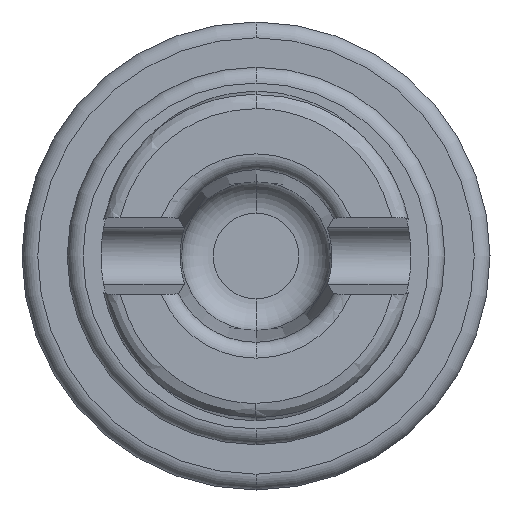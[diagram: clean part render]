
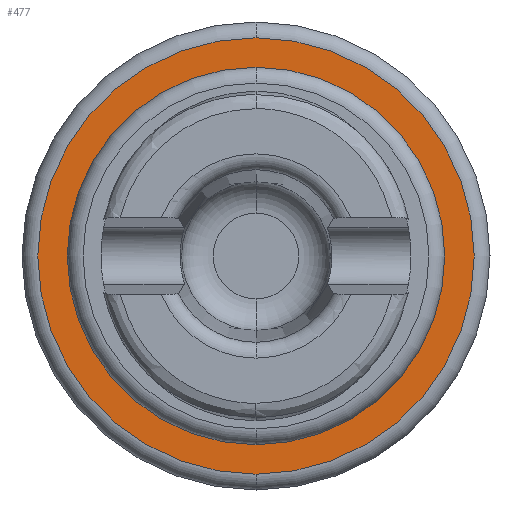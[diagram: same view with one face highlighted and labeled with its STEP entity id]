
A CAD part, front view. The second image highlights one B-rep face of the part: STEP entity #477.
In plain terms, the highlighted planar face has unit normal (0, -1, 0).
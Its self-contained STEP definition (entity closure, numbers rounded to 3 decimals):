
#95 = EDGE_LOOP ( 'NONE', ( #1167, #846 ) ) ;
#138 = VERTEX_POINT ( 'NONE', #914 ) ;
#140 = CARTESIAN_POINT ( 'NONE',  ( 6.768, 13.553, 21.211 ) ) ;
#218 = CIRCLE ( 'NONE', #2838, 2.985 ) ;
#301 = EDGE_CURVE ( 'NONE', #1979, #1976, #218, .T. ) ;
#306 = PLANE ( 'NONE',  #2729 ) ;
#328 = CARTESIAN_POINT ( 'NONE',  ( 6.768, 13.553, 21.211 ) ) ;
#363 = DIRECTION ( 'NONE',  ( 0., 1., 0. ) ) ;
#367 = FACE_BOUND ( 'NONE', #1345, .T. ) ;
#477 = ADVANCED_FACE ( 'NONE', ( #367, #1420 ), #306, .T. ) ;
#683 = CARTESIAN_POINT ( 'NONE',  ( 3.784, 13.553, 21.211 ) ) ;
#778 = VERTEX_POINT ( 'NONE', #1120 ) ;
#791 = DIRECTION ( 'NONE',  ( 0., -1., 0. ) ) ;
#818 = DIRECTION ( 'NONE',  ( 0., 0., -1. ) ) ;
#846 = ORIENTED_EDGE ( 'NONE', *, *, #2586, .F. ) ;
#914 = CARTESIAN_POINT ( 'NONE',  ( 6.768, 13.553, 17.761 ) ) ;
#1120 = CARTESIAN_POINT ( 'NONE',  ( 6.768, 13.553, 24.661 ) ) ;
#1167 = ORIENTED_EDGE ( 'NONE', *, *, #2611, .F. ) ;
#1206 = CIRCLE ( 'NONE', #1858, 3.45 ) ;
#1345 = EDGE_LOOP ( 'NONE', ( #1654, #1643 ) ) ;
#1366 = CARTESIAN_POINT ( 'NONE',  ( 6.768, 13.553, 18.227 ) ) ;
#1416 = DIRECTION ( 'NONE',  ( 0., 1., 0. ) ) ;
#1420 = FACE_OUTER_BOUND ( 'NONE', #95, .T. ) ;
#1446 = CARTESIAN_POINT ( 'NONE',  ( 6.768, 13.553, 24.196 ) ) ;
#1526 = CARTESIAN_POINT ( 'NONE',  ( 6.768, 13.553, 21.211 ) ) ;
#1558 = DIRECTION ( 'NONE',  ( 0., 1., 0. ) ) ;
#1643 = ORIENTED_EDGE ( 'NONE', *, *, #301, .T. ) ;
#1648 = DIRECTION ( 'NONE',  ( 0., 1., 0. ) ) ;
#1654 = ORIENTED_EDGE ( 'NONE', *, *, #2389, .T. ) ;
#1669 = DIRECTION ( 'NONE',  ( 0., 0., 1. ) ) ;
#1732 = CIRCLE ( 'NONE', #1863, 3.45 ) ;
#1858 = AXIS2_PLACEMENT_3D ( 'NONE', #1526, #1558, #1669 ) ;
#1863 = AXIS2_PLACEMENT_3D ( 'NONE', #328, #363, #2079 ) ;
#1955 = AXIS2_PLACEMENT_3D ( 'NONE', #140, #1416, #2668 ) ;
#1976 = VERTEX_POINT ( 'NONE', #1446 ) ;
#1979 = VERTEX_POINT ( 'NONE', #1366 ) ;
#1982 = DIRECTION ( 'NONE',  ( 0., 0., 1. ) ) ;
#2079 = DIRECTION ( 'NONE',  ( 0., 0., 1. ) ) ;
#2198 = CIRCLE ( 'NONE', #1955, 2.985 ) ;
#2389 = EDGE_CURVE ( 'NONE', #1976, #1979, #2198, .T. ) ;
#2390 = CARTESIAN_POINT ( 'NONE',  ( 6.768, 13.553, 21.211 ) ) ;
#2586 = EDGE_CURVE ( 'NONE', #138, #778, #1732, .T. ) ;
#2611 = EDGE_CURVE ( 'NONE', #778, #138, #1206, .T. ) ;
#2668 = DIRECTION ( 'NONE',  ( 0., 0., 1. ) ) ;
#2729 = AXIS2_PLACEMENT_3D ( 'NONE', #683, #791, #818 ) ;
#2838 = AXIS2_PLACEMENT_3D ( 'NONE', #2390, #1648, #1982 ) ;
